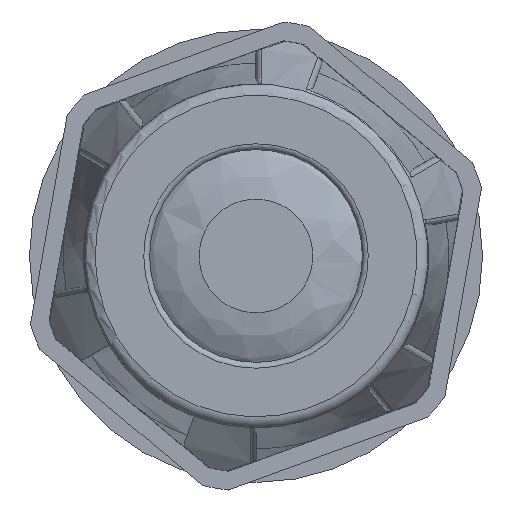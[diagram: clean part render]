
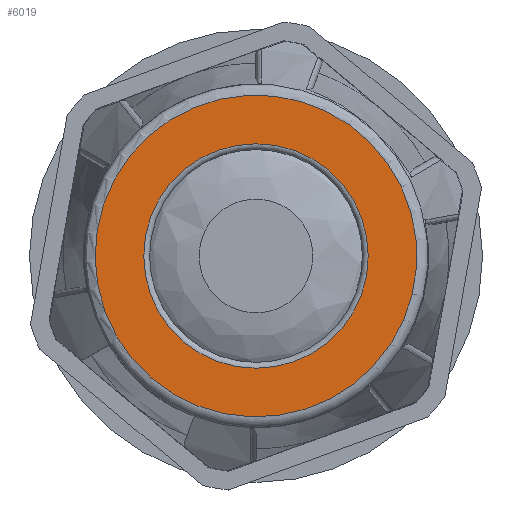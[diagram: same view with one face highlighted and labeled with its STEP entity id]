
A CAD part, left-side view. The second image highlights one B-rep face of the part: STEP entity #6019.
In plain terms, the highlighted planar face has unit normal (-1, 0, 0).
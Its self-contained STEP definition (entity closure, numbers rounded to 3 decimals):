
#441=PLANE('',#6725);
#1355=FACE_BOUND('',#2066,.T.);
#1695=FACE_OUTER_BOUND('',#2065,.T.);
#2065=EDGE_LOOP('',(#5617));
#2066=EDGE_LOOP('',(#5618));
#2448=CIRCLE('',#6689,13.765);
#2460=CIRCLE('',#6724,9.605);
#3019=VERTEX_POINT('',#15230);
#3031=VERTEX_POINT('',#15287);
#3878=EDGE_CURVE('',#3019,#3019,#2448,.T.);
#3900=EDGE_CURVE('',#3031,#3031,#2460,.T.);
#5617=ORIENTED_EDGE('',*,*,#3878,.F.);
#5618=ORIENTED_EDGE('',*,*,#3900,.T.);
#6019=ADVANCED_FACE('',(#1695,#1355),#441,.T.);
#6689=AXIS2_PLACEMENT_3D('',#15231,#8267,#8268);
#6724=AXIS2_PLACEMENT_3D('',#15288,#8347,#8348);
#6725=AXIS2_PLACEMENT_3D('',#15289,#8349,#8350);
#8267=DIRECTION('center_axis',(1.,0.,0.));
#8268=DIRECTION('ref_axis',(0.,0.,-1.));
#8347=DIRECTION('center_axis',(1.,0.,0.));
#8348=DIRECTION('ref_axis',(0.,0.,-1.));
#8349=DIRECTION('center_axis',(-1.,0.,0.));
#8350=DIRECTION('ref_axis',(0.,0.,1.));
#15230=CARTESIAN_POINT('',(-27.38,13.765,0.));
#15231=CARTESIAN_POINT('Origin',(-27.38,0.,0.));
#15287=CARTESIAN_POINT('',(-27.38,9.605,0.));
#15288=CARTESIAN_POINT('Origin',(-27.38,0.,0.));
#15289=CARTESIAN_POINT('Origin',(-27.38,13.765,0.));
